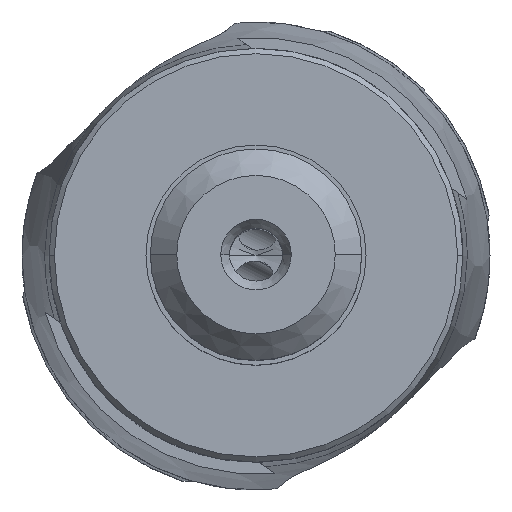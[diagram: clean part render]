
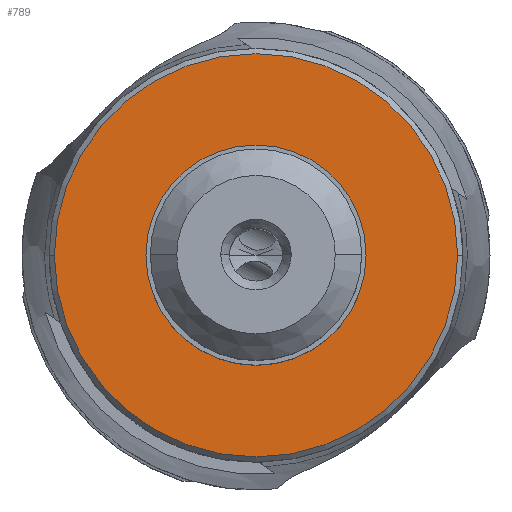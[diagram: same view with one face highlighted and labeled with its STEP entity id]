
A CAD part, top view. The second image highlights one B-rep face of the part: STEP entity #789.
In plain terms, the highlighted planar face has unit normal (0, 0, 1).
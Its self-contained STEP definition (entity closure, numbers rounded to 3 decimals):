
#109=FACE_BOUND('',#1433,.T.);
#110=FACE_BOUND('',#1434,.T.);
#789=ADVANCED_FACE('',(#109,#110),#935,.T.);
#935=PLANE('',#5774);
#1433=EDGE_LOOP('',(#3023,#3024,#3025));
#1434=EDGE_LOOP('',(#3026,#3027));
#1686=CIRCLE('',#5766,6.25);
#1688=CIRCLE('',#5769,6.25);
#1689=CIRCLE('',#5771,11.45);
#1690=CIRCLE('',#5772,11.45);
#1691=CIRCLE('',#5773,11.45);
#3023=ORIENTED_EDGE('',*,*,#4616,.F.);
#3024=ORIENTED_EDGE('',*,*,#4617,.F.);
#3025=ORIENTED_EDGE('',*,*,#4618,.F.);
#3026=ORIENTED_EDGE('',*,*,#4613,.F.);
#3027=ORIENTED_EDGE('',*,*,#4615,.F.);
#3869=VERTEX_POINT('',#11719);
#3870=VERTEX_POINT('',#11721);
#3871=VERTEX_POINT('',#11727);
#3872=VERTEX_POINT('',#11728);
#3873=VERTEX_POINT('',#11730);
#4613=EDGE_CURVE('',#3869,#3870,#1686,.T.);
#4615=EDGE_CURVE('',#3870,#3869,#1688,.T.);
#4616=EDGE_CURVE('',#3871,#3872,#1689,.T.);
#4617=EDGE_CURVE('',#3873,#3871,#1690,.T.);
#4618=EDGE_CURVE('',#3872,#3873,#1691,.T.);
#5766=AXIS2_PLACEMENT_3D('',#11720,#7006,#7007);
#5769=AXIS2_PLACEMENT_3D('',#11724,#7012,#7013);
#5771=AXIS2_PLACEMENT_3D('',#11726,#7016,#7017);
#5772=AXIS2_PLACEMENT_3D('',#11729,#7018,#7019);
#5773=AXIS2_PLACEMENT_3D('',#11731,#7020,#7021);
#5774=AXIS2_PLACEMENT_3D('',#11732,#7022,#7023);
#7006=DIRECTION('',(0.,0.,1.));
#7007=DIRECTION('',(1.,0.,0.));
#7012=DIRECTION('',(0.,0.,1.));
#7013=DIRECTION('',(-1.,0.,0.));
#7016=DIRECTION('',(0.,0.,-1.));
#7017=DIRECTION('',(-1.,0.,0.));
#7018=DIRECTION('',(0.,0.,-1.));
#7019=DIRECTION('',(0.,-1.,0.));
#7020=DIRECTION('',(0.,0.,-1.));
#7021=DIRECTION('',(1.,0.,0.));
#7022=DIRECTION('',(0.,0.,1.));
#7023=DIRECTION('',(-1.,0.,0.));
#11719=CARTESIAN_POINT('',(6.25,0.,0.));
#11720=CARTESIAN_POINT('',(0.,0.,0.));
#11721=CARTESIAN_POINT('',(-6.25,0.,0.));
#11724=CARTESIAN_POINT('',(0.,0.,0.));
#11726=CARTESIAN_POINT('',(0.,0.,0.));
#11727=CARTESIAN_POINT('',(-11.45,0.,0.));
#11728=CARTESIAN_POINT('',(11.45,0.,0.));
#11729=CARTESIAN_POINT('',(0.,0.,0.));
#11730=CARTESIAN_POINT('',(0.,-11.45,0.));
#11731=CARTESIAN_POINT('',(0.,0.,0.));
#11732=CARTESIAN_POINT('',(0.,0.,0.));
